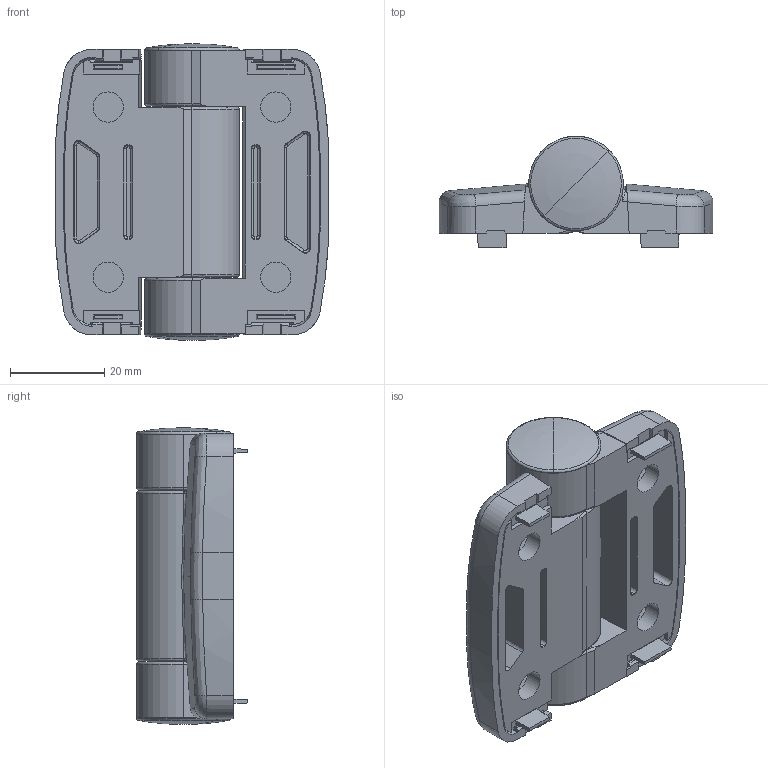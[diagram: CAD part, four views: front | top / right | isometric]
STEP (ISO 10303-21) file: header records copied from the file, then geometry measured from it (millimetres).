
FILE_DESCRIPTION (( 'STEP AP214' ), '1' );
FILE_NAME ('095sf3030a08.STEP', '2013-01-15T14:31:51', ( '' ), ( '' ), 'SwSTEP 2.0', 'SolidWorks 2012', '' );
FILE_SCHEMA (( 'AUTOMOTIVE_DESIGN' ));
Length unit declared in the file: millimetre
Products named in the file (11): 095sfr05_095 sf r05 - vor Anpassung; 4 DIN 934 m5 e_PreviewCfg; 095sfr04_095 sf r04; 095sfr03_095 sf r03; 4din912m0550m_4 din 912 m05 45; 095sfr06_095 sf r06; 095sr30r04_095 sr 30 r04; 095sa30_Standard; 095s30a00i_095 s 30 a06 i - o Radius; 095s30a00a_095 s 30 a08 a - o Radius; 095sf3030a08
Assembly tree (11 placements, depth 2):
  095sf3030a08
    095s30a00a_095 s 30 a08 a - o Radius
    095s30a00i_095 s 30 a06 i - o Radius
    095sa30_Standard  x2
    095sr30r04_095 sr 30 r04
    095sfr06_095 sf r06
    4din912m0550m_4 din 912 m05 45
    095sfr03_095 sf r03
    095sfr04_095 sf r04
    4 DIN 934 m5 e_PreviewCfg
    095sfr05_095 sf r05 - vor Anpassung
Bounding box: 58 x 23.5 x 62.76 mm (x, y, z)
Volume: 35166.2 mm3; surface area: 32121.4 mm2
Topology: 11 solids, 11 shells, 750 faces, 1818 edges, 1103 vertices
Faces by surface type: plane 272, cylinder 202, torus 120, cone 107, bspline 31, sphere 18
Entity records: 20887 total; most frequent: CARTESIAN_POINT 4731, DIRECTION 3433, ORIENTED_EDGE 3222, EDGE_CURVE 1611, AXIS2_PLACEMENT_3D 1322, VERTEX_POINT 979, LINE 789, VECTOR 789
